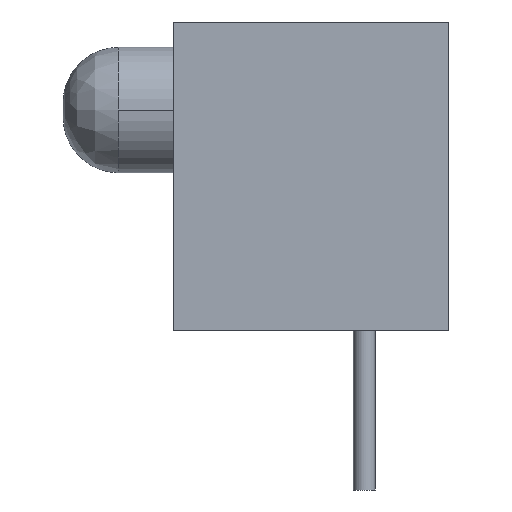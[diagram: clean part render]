
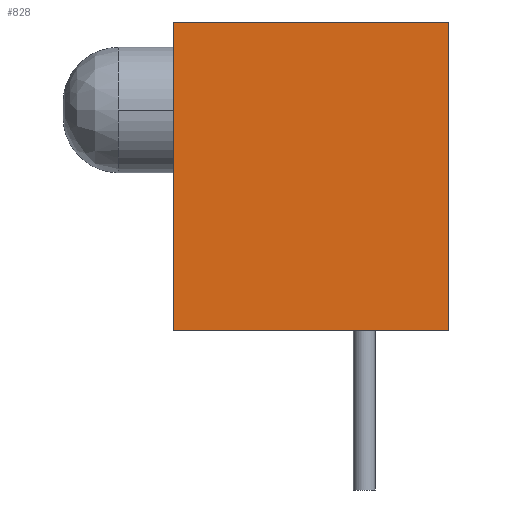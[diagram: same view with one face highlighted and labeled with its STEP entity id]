
A CAD part, front view. The second image highlights one B-rep face of the part: STEP entity #828.
In plain terms, the highlighted planar face has unit normal (0, -1, 0).
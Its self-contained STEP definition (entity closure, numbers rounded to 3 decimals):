
#710=CARTESIAN_POINT('',(1.95,-2.16,0.0));
#711=VERTEX_POINT('',#710);
#718=CARTESIAN_POINT('',(-4.4,-2.16,0.0));
#719=VERTEX_POINT('',#718);
#720=CARTESIAN_POINT('',(-4.4,-2.16,0.0));
#721=DIRECTION('',(1.0,0.0,0.0));
#722=VECTOR('',#721,6.35);
#723=LINE('',#720,#722);
#724=EDGE_CURVE('',#719,#711,#723,.T.);
#775=CARTESIAN_POINT('',(-4.4,-2.16,7.11));
#776=VERTEX_POINT('',#775);
#777=CARTESIAN_POINT('',(-4.4,-2.16,0.0));
#778=DIRECTION('',(0.0,0.0,1.0));
#779=VECTOR('',#778,7.11);
#780=LINE('',#777,#779);
#781=EDGE_CURVE('',#719,#776,#780,.T.);
#805=CARTESIAN_POINT('',(1.95,-2.16,0.0));
#806=DIRECTION('',(0.0,-1.0,0.0));
#807=DIRECTION('',(0.0,0.0,-1.0));
#808=AXIS2_PLACEMENT_3D('',#805,#806,#807);
#809=PLANE('',#808);
#810=CARTESIAN_POINT('',(1.95,-2.16,7.11));
#811=VERTEX_POINT('',#810);
#812=CARTESIAN_POINT('',(1.95,-2.16,7.11));
#813=DIRECTION('',(-1.0,0.0,0.0));
#814=VECTOR('',#813,6.35);
#815=LINE('',#812,#814);
#816=EDGE_CURVE('',#811,#776,#815,.T.);
#817=ORIENTED_EDGE('',*,*,#816,.T.);
#818=ORIENTED_EDGE('',*,*,#781,.F.);
#819=ORIENTED_EDGE('',*,*,#724,.T.);
#820=CARTESIAN_POINT('',(1.95,-2.16,0.0));
#821=DIRECTION('',(0.0,0.0,1.0));
#822=VECTOR('',#821,7.11);
#823=LINE('',#820,#822);
#824=EDGE_CURVE('',#711,#811,#823,.T.);
#825=ORIENTED_EDGE('',*,*,#824,.T.);
#826=EDGE_LOOP('',(#817,#818,#819,#825));
#827=FACE_OUTER_BOUND('',#826,.T.);
#828=ADVANCED_FACE('',(#827),#809,.T.);
